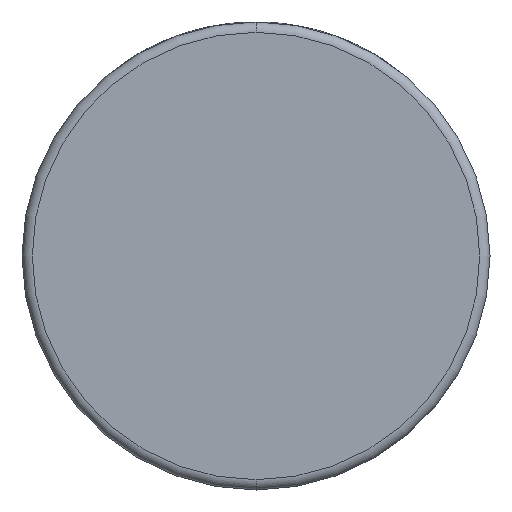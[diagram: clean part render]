
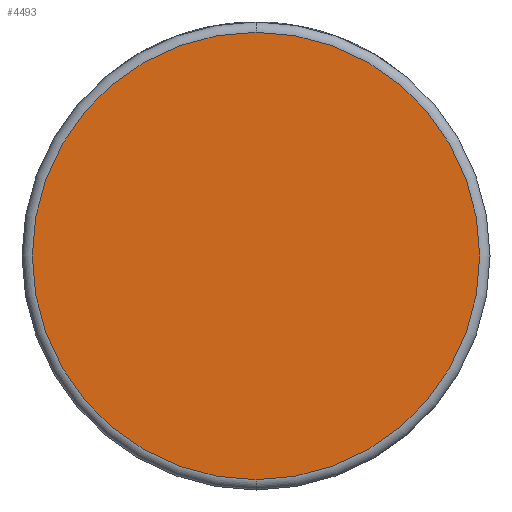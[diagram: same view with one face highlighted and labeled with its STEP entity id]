
A CAD part, front view. The second image highlights one B-rep face of the part: STEP entity #4493.
In plain terms, the highlighted planar face has unit normal (0, -1, 0).
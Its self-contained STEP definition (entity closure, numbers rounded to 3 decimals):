
#37 = AXIS2_PLACEMENT_3D ( 'NONE', #1424, #3410, #4512 ) ;
#231 = EDGE_LOOP ( 'NONE', ( #3802, #504 ) ) ;
#504 = ORIENTED_EDGE ( 'NONE', *, *, #3460, .T. ) ;
#548 = CIRCLE ( 'NONE', #1537, 43.5 ) ;
#876 = DIRECTION ( 'NONE',  ( 0., -1., 0. ) ) ;
#1424 = CARTESIAN_POINT ( 'NONE',  ( 0., 0., 0. ) ) ;
#1490 = DIRECTION ( 'NONE',  ( 0., -1., 0. ) ) ;
#1537 = AXIS2_PLACEMENT_3D ( 'NONE', #1644, #876, #2006 ) ;
#1644 = CARTESIAN_POINT ( 'NONE',  ( 0., 0., 0. ) ) ;
#1780 = PLANE ( 'NONE',  #37 ) ;
#2006 = DIRECTION ( 'NONE',  ( 0., 0., 1. ) ) ;
#2279 = CARTESIAN_POINT ( 'NONE',  ( 0., 0., 43.5 ) ) ;
#3082 = DIRECTION ( 'NONE',  ( 0., 0., 1. ) ) ;
#3145 = VERTEX_POINT ( 'NONE', #2279 ) ;
#3410 = DIRECTION ( 'NONE',  ( 0., 1., 0. ) ) ;
#3460 = EDGE_CURVE ( 'NONE', #3773, #3145, #548, .T. ) ;
#3648 = AXIS2_PLACEMENT_3D ( 'NONE', #5020, #1490, #3082 ) ;
#3683 = FACE_OUTER_BOUND ( 'NONE', #231, .T. ) ;
#3773 = VERTEX_POINT ( 'NONE', #4833 ) ;
#3802 = ORIENTED_EDGE ( 'NONE', *, *, #4869, .T. ) ;
#4356 = CIRCLE ( 'NONE', #3648, 43.5 ) ;
#4493 = ADVANCED_FACE ( 'NONE', ( #3683 ), #1780, .F. ) ;
#4512 = DIRECTION ( 'NONE',  ( 0., 0., 1. ) ) ;
#4833 = CARTESIAN_POINT ( 'NONE',  ( 0., 0., -43.5 ) ) ;
#4869 = EDGE_CURVE ( 'NONE', #3145, #3773, #4356, .T. ) ;
#5020 = CARTESIAN_POINT ( 'NONE',  ( 0., 0., 0. ) ) ;
